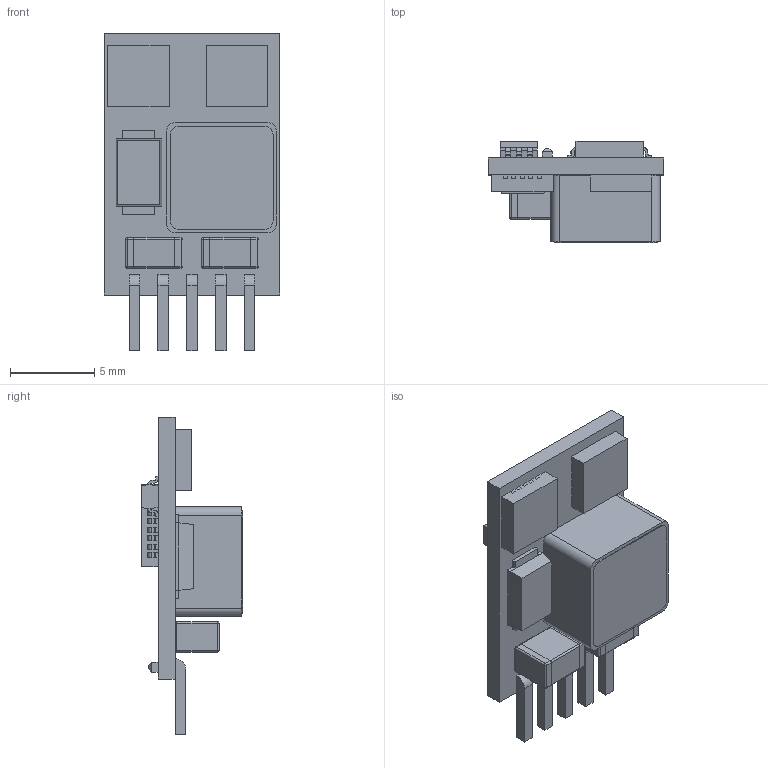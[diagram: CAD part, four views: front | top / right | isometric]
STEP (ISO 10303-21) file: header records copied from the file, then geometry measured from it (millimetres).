
FILE_DESCRIPTION((''),'2;1');
FILE_NAME('DCDC_TRACO_TSR3.stp','2012-12-19T16:00:09',(''),(''),'Mechanical Desktop 2011','Mechanical Desktop 2011',', , ');
FILE_SCHEMA(('AUTOMOTIVE_DESIGN { 1 2 10303 214 1 1 1 1 }'));
Length unit declared in the file: millimetre
Products named in the file (1): Product
Bounding box: 10.4 x 6 x 18.8 mm (x, y, z)
Volume: 432.7 mm3; surface area: 1063.4 mm2
Topology: 70 solids, 70 shells, 728 faces, 1710 edges, 1116 vertices
Faces by surface type: plane 415, bspline 156, cylinder 137, sphere 20
Entity records: 21241 total; most frequent: CARTESIAN_POINT 4629, ORIENTED_EDGE 3400, DIRECTION 3226, EDGE_CURVE 1700, VECTOR 1324, LINE 1324, VERTEX_POINT 1112, AXIS2_PLACEMENT_3D 951
